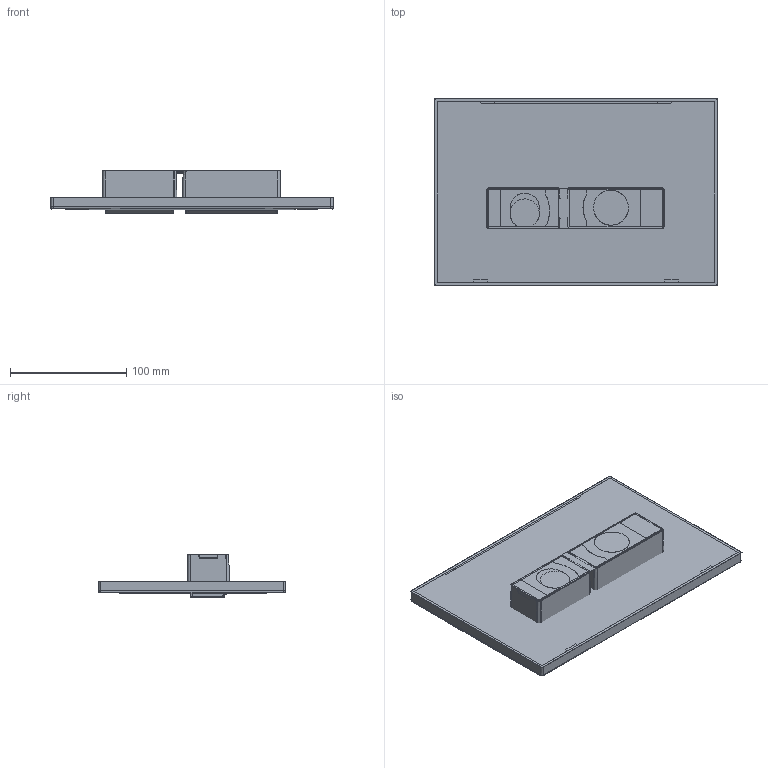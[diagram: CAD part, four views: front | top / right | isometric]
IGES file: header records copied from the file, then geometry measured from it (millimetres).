
Start section:  PTC IGES file: nc4002.igs
Global section: file name: nc4002.igs; native system: Pro/ENGINEER by Parametric Technology Corporation; preprocessor: 2008380; author: Administrator; organization: Unknown; date: 20230915.163732; units: millimetre
Bounding box: 242.6 x 160.6 x 37.39 mm (x, y, z)
Surface area: 320357.3 mm2 (no closed solid volume)
Topology: 0 solids, 0 shells, 866 faces, 6144 edges, 6144 vertices
Faces by surface type: bspline 866
